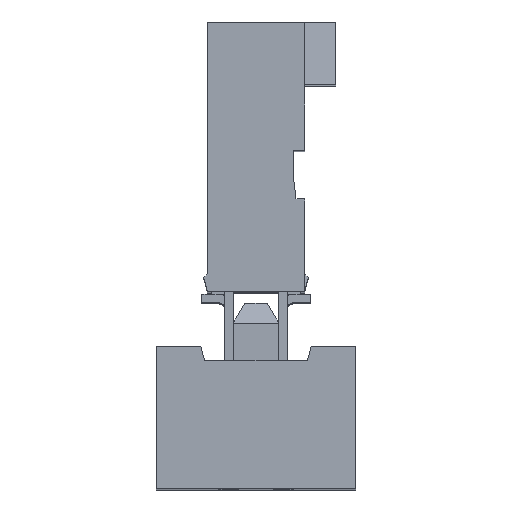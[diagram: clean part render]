
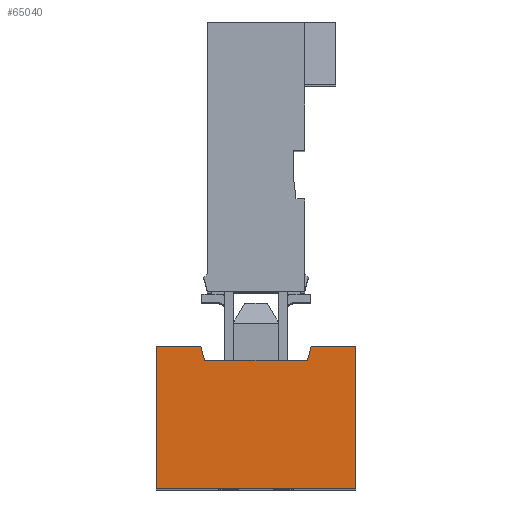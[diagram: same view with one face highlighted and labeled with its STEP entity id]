
A CAD part, top view. The second image highlights one B-rep face of the part: STEP entity #65040.
In plain terms, the highlighted planar face has unit normal (0, 0, 1).
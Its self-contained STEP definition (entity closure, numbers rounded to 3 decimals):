
#13457=ORIENTED_EDGE('',*,*,#21291,.F.);
#13458=ORIENTED_EDGE('',*,*,#21292,.F.);
#13459=ORIENTED_EDGE('',*,*,#21293,.F.);
#13460=ORIENTED_EDGE('',*,*,#21289,.F.);
#13461=ORIENTED_EDGE('',*,*,#21294,.T.);
#13462=ORIENTED_EDGE('',*,*,#21295,.F.);
#13463=ORIENTED_EDGE('',*,*,#21296,.T.);
#13464=ORIENTED_EDGE('',*,*,#21297,.F.);
#21289=EDGE_CURVE('',#26090,#26091,#32345,.T.);
#21291=EDGE_CURVE('',#26092,#26093,#32347,.T.);
#21292=EDGE_CURVE('',#26094,#26092,#32348,.T.);
#21293=EDGE_CURVE('',#26091,#26094,#32349,.T.);
#21294=EDGE_CURVE('',#26090,#26095,#32350,.T.);
#21295=EDGE_CURVE('',#26096,#26095,#32351,.T.);
#21296=EDGE_CURVE('',#26096,#26097,#32352,.T.);
#21297=EDGE_CURVE('',#26093,#26097,#32353,.T.);
#26090=VERTEX_POINT('',#93104);
#26091=VERTEX_POINT('',#93106);
#26092=VERTEX_POINT('',#93110);
#26093=VERTEX_POINT('',#93111);
#26094=VERTEX_POINT('',#93113);
#26095=VERTEX_POINT('',#93116);
#26096=VERTEX_POINT('',#93118);
#26097=VERTEX_POINT('',#93120);
#32345=LINE('',#93105,#38819);
#32347=LINE('',#93109,#38821);
#32348=LINE('',#93112,#38822);
#32349=LINE('',#93114,#38823);
#32350=LINE('',#93115,#38824);
#32351=LINE('',#93117,#38825);
#32352=LINE('',#93119,#38826);
#32353=LINE('',#93121,#38827);
#38819=VECTOR('',#79298,1000.);
#38821=VECTOR('',#79302,1000.);
#38822=VECTOR('',#79303,1000.);
#38823=VECTOR('',#79304,1000.);
#38824=VECTOR('',#79305,1000.);
#38825=VECTOR('',#79306,1000.);
#38826=VECTOR('',#79307,1000.);
#38827=VECTOR('',#79308,1000.);
#41692=EDGE_LOOP('',(#13457,#13458,#13459,#13460,#13461,#13462,#13463,#13464));
#44190=FACE_BOUND('',#41692,.T.);
#46362=PLANE('',#67922);
#65040=ADVANCED_FACE('',(#44190),#46362,.T.);
#67922=AXIS2_PLACEMENT_3D('',#93108,#79300,#79301);
#79298=DIRECTION('',(1.,0.,0.));
#79300=DIRECTION('',(0.,0.,1.));
#79301=DIRECTION('',(1.,0.,0.));
#79302=DIRECTION('',(0.,1.,0.));
#79303=DIRECTION('',(-1.,0.,0.));
#79304=DIRECTION('',(0.,-1.,0.));
#79305=DIRECTION('',(-0.259,-0.966,0.));
#79306=DIRECTION('',(1.,0.,0.));
#79307=DIRECTION('',(-0.259,0.966,0.));
#79308=DIRECTION('',(1.,0.,0.));
#93104=CARTESIAN_POINT('',(0.234,-11.35,2.54));
#93105=CARTESIAN_POINT('',(-5.2,-11.35,2.54));
#93106=CARTESIAN_POINT('',(1.8,-11.35,2.54));
#93108=CARTESIAN_POINT('',(-1.7,-5.934,2.54));
#93109=CARTESIAN_POINT('',(-5.2,-16.35,2.54));
#93110=CARTESIAN_POINT('',(-5.2,-16.35,2.54));
#93111=CARTESIAN_POINT('',(-5.2,-11.35,2.54));
#93112=CARTESIAN_POINT('',(1.8,-16.35,2.54));
#93113=CARTESIAN_POINT('',(1.8,-16.35,2.54));
#93114=CARTESIAN_POINT('',(1.8,-11.35,2.54));
#93115=CARTESIAN_POINT('',(0.334,-10.976,2.54));
#93116=CARTESIAN_POINT('',(0.1,-11.85,2.54));
#93117=CARTESIAN_POINT('',(-1.7,-11.85,2.54));
#93118=CARTESIAN_POINT('',(-3.5,-11.85,2.54));
#93119=CARTESIAN_POINT('',(-3.734,-10.976,2.54));
#93120=CARTESIAN_POINT('',(-3.634,-11.35,2.54));
#93121=CARTESIAN_POINT('',(-5.2,-11.35,2.54));
